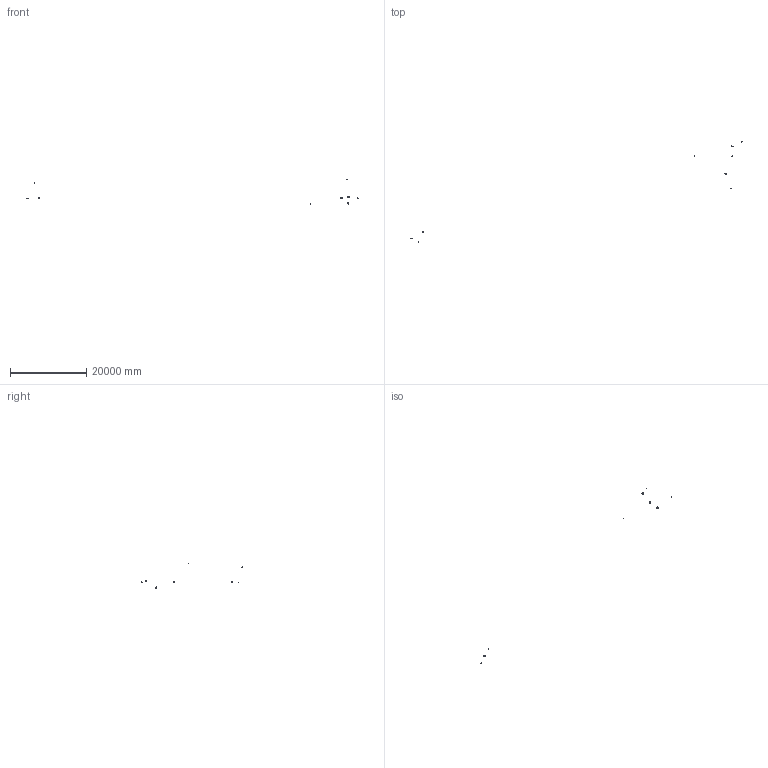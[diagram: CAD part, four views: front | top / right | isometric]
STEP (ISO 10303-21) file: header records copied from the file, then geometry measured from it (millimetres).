
FILE_DESCRIPTION(/* description */ (''),/* implementation_level */ '2;1');
FILE_NAME(/* name */ 'CC-312A(3D).stp',/* time_stamp */ '2023-06-20T15:41:17+08:00',/* author */ ('tzzx-yf03'),/* organization */ (''),/* preprocessor_version */ 'ST-DEVELOPER v16.1',/* originating_system */ 'AutoCAD Mechanical',/* authorisation */ '');
FILE_SCHEMA (('AUTOMOTIVE_DESIGN { 1 0 10303 214 3 1 1 }'));
Length unit declared in the file: centimetre
Products named in the file (9): ACAD_FREEWAY_COMPONENT_1; *U11; *U12; ACAD_FREEWAY_COMPONENT_2; ACAD_FREEWAY_COMPONENT_3; ACAD_FREEWAY_COMPONENT_4; ACAD_FREEWAY_COMPONENT_8; ACAD_FREEWAY_COMPONENT_9; Product
Assembly tree (15 placements, depth 2):
  Product
    ACAD_FREEWAY_COMPONENT_1
    *U11
    *U12
    ACAD_FREEWAY_COMPONENT_2  x2
    ACAD_FREEWAY_COMPONENT_3  x4
    ACAD_FREEWAY_COMPONENT_4  x2
    ACAD_FREEWAY_COMPONENT_8  x2
    ACAD_FREEWAY_COMPONENT_9  x2
Bounding box: 87076.38 x 26419.19 x 6424.78 mm (x, y, z)
Volume: 45118829.1 mm3; surface area: 2459101.2 mm2
Topology: 12 solids, 12 shells, 288 faces, 703 edges, 439 vertices
Faces by surface type: cone 110, plane 75, cylinder 71, torus 19, bspline 12, sphere 1
Full cylindrical faces by diameter (mm): 18 x5, 50 x4, 51 x1, 53 x1, 69.244 x1, 80 x1, 84 x1, 102 x1, 130 x1, 170 x1, 245 x1, 300 x1
Entity records: 10119 total; most frequent: CARTESIAN_POINT 3877, DIRECTION 1321, ORIENTED_EDGE 1052, AXIS2_PLACEMENT_3D 574, EDGE_CURVE 526, EDGE_LOOP 446, VERTEX_POINT 398, ADVANCED_FACE 288
